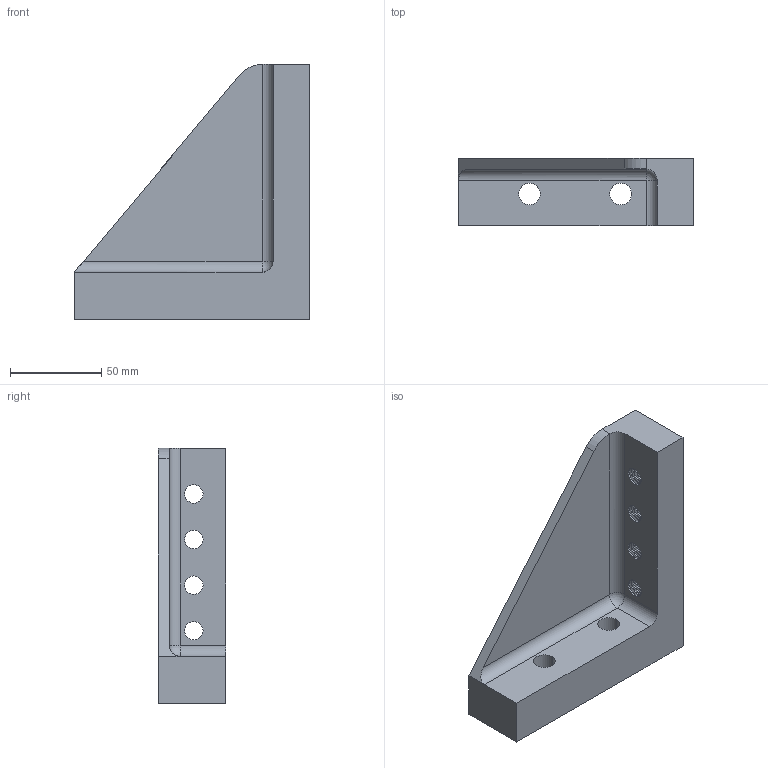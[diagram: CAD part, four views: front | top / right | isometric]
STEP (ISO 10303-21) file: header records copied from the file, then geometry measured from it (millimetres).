
FILE_DESCRIPTION(('STEP AP214'),'1');
FILE_NAME(' ',' ',('TraceParts'),('TraceParts S.A.'),'XStep 1.0',' ',' ');
FILE_SCHEMA(('automotive_design'));
Length unit declared in the file: millimetre
Products named in the file (1): 1
Bounding box: 129 x 37 x 140 mm (x, y, z)
Volume: 238443.7 mm3; surface area: 49584.5 mm2
Topology: 1 solids, 1 shells, 473 faces, 964 edges, 494 vertices
Faces by surface type: torus 176, cone 176, cylinder 108, plane 12, sphere 1
Entity records: 23299 total; most frequent: DIRECTION 2566, CARTESIAN_POINT 1934, STYLED_ITEM 1931, PRESENTATION_STYLE_ASSIGNMENT 1931, COLOUR_RGB 1931, ORIENTED_EDGE 1926, AXIS2_PLACEMENT_3D 1130, EDGE_CURVE 963
